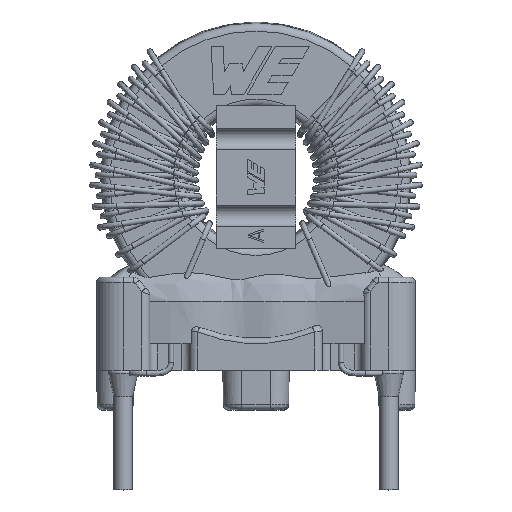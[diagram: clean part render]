
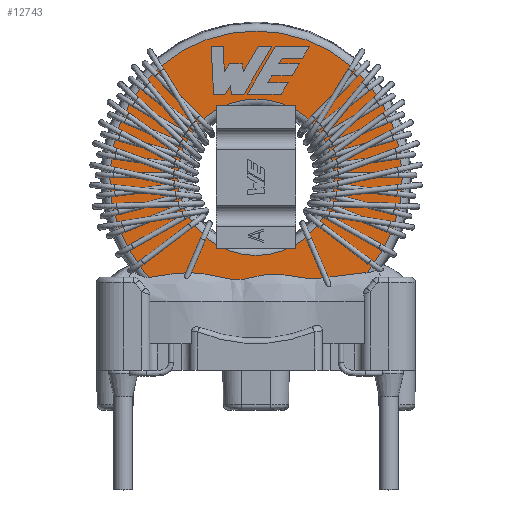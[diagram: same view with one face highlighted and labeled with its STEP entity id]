
A CAD part, top view. The second image highlights one B-rep face of the part: STEP entity #12743.
In plain terms, the highlighted face is planar.
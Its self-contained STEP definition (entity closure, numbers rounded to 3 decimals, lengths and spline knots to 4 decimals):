
#788=LINE('',#19993,#1266);
#791=LINE('',#19999,#1269);
#794=LINE('',#20005,#1272);
#797=LINE('',#20011,#1275);
#800=LINE('',#20017,#1278);
#803=LINE('',#20023,#1281);
#806=LINE('',#20029,#1284);
#809=LINE('',#20035,#1287);
#812=LINE('',#20041,#1290);
#815=LINE('',#20047,#1293);
#818=LINE('',#20053,#1296);
#820=LINE('',#20056,#1298);
#836=LINE('',#20090,#1314);
#838=LINE('',#20094,#1316);
#840=LINE('',#20098,#1318);
#842=LINE('',#20102,#1320);
#844=LINE('',#20106,#1322);
#846=LINE('',#20110,#1324);
#848=LINE('',#20114,#1326);
#850=LINE('',#20118,#1328);
#852=LINE('',#20122,#1330);
#854=LINE('',#20126,#1332);
#856=LINE('',#20130,#1334);
#858=LINE('',#20134,#1336);
#859=LINE('',#20136,#1337);
#1266=VECTOR('',#15470,1000.);
#1269=VECTOR('',#15475,1000.);
#1272=VECTOR('',#15480,1000.);
#1275=VECTOR('',#15485,1000.);
#1278=VECTOR('',#15490,1000.);
#1281=VECTOR('',#15495,1000.);
#1284=VECTOR('',#15500,1000.);
#1287=VECTOR('',#15505,1000.);
#1290=VECTOR('',#15510,1000.);
#1293=VECTOR('',#15515,1000.);
#1296=VECTOR('',#15520,1000.);
#1298=VECTOR('',#15524,1000.);
#1314=VECTOR('',#15546,1000.);
#1316=VECTOR('',#15550,1000.);
#1318=VECTOR('',#15554,1000.);
#1320=VECTOR('',#15558,1000.);
#1322=VECTOR('',#15562,1000.);
#1324=VECTOR('',#15566,1000.);
#1326=VECTOR('',#15570,1000.);
#1328=VECTOR('',#15574,1000.);
#1330=VECTOR('',#15578,1000.);
#1332=VECTOR('',#15582,1000.);
#1334=VECTOR('',#15586,1000.);
#1336=VECTOR('',#15590,1000.);
#1337=VECTOR('',#15593,1000.);
#1664=PLANE('',#13741);
#2699=ORIENTED_EDGE('',*,*,#4944,.F.);
#2700=ORIENTED_EDGE('',*,*,#4941,.F.);
#2701=ORIENTED_EDGE('',*,*,#4938,.F.);
#2702=ORIENTED_EDGE('',*,*,#4935,.F.);
#2703=ORIENTED_EDGE('',*,*,#4932,.F.);
#2704=ORIENTED_EDGE('',*,*,#4929,.F.);
#2705=ORIENTED_EDGE('',*,*,#4926,.F.);
#2706=ORIENTED_EDGE('',*,*,#4923,.F.);
#2707=ORIENTED_EDGE('',*,*,#4920,.F.);
#2708=ORIENTED_EDGE('',*,*,#4917,.F.);
#2709=ORIENTED_EDGE('',*,*,#4914,.F.);
#2710=ORIENTED_EDGE('',*,*,#4946,.F.);
#2711=ORIENTED_EDGE('',*,*,#4984,.F.);
#2712=ORIENTED_EDGE('',*,*,#4982,.F.);
#2713=ORIENTED_EDGE('',*,*,#4980,.F.);
#2714=ORIENTED_EDGE('',*,*,#4978,.F.);
#2715=ORIENTED_EDGE('',*,*,#4976,.F.);
#2716=ORIENTED_EDGE('',*,*,#4974,.F.);
#2717=ORIENTED_EDGE('',*,*,#4972,.F.);
#2718=ORIENTED_EDGE('',*,*,#4970,.F.);
#2719=ORIENTED_EDGE('',*,*,#4968,.F.);
#2720=ORIENTED_EDGE('',*,*,#4966,.F.);
#2721=ORIENTED_EDGE('',*,*,#4964,.F.);
#2722=ORIENTED_EDGE('',*,*,#4962,.F.);
#2723=ORIENTED_EDGE('',*,*,#4985,.F.);
#2724=ORIENTED_EDGE('',*,*,#4989,.T.);
#2725=ORIENTED_EDGE('',*,*,#4988,.T.);
#4914=EDGE_CURVE('',#6134,#6131,#788,.T.);
#4917=EDGE_CURVE('',#6131,#6135,#791,.T.);
#4920=EDGE_CURVE('',#6135,#6137,#794,.T.);
#4923=EDGE_CURVE('',#6137,#6139,#797,.T.);
#4926=EDGE_CURVE('',#6139,#6141,#800,.T.);
#4929=EDGE_CURVE('',#6141,#6143,#803,.T.);
#4932=EDGE_CURVE('',#6143,#6145,#806,.T.);
#4935=EDGE_CURVE('',#6145,#6147,#809,.T.);
#4938=EDGE_CURVE('',#6147,#6149,#812,.T.);
#4941=EDGE_CURVE('',#6149,#6151,#815,.T.);
#4944=EDGE_CURVE('',#6151,#6153,#818,.T.);
#4946=EDGE_CURVE('',#6153,#6134,#820,.T.);
#4962=EDGE_CURVE('',#6169,#6168,#836,.T.);
#4964=EDGE_CURVE('',#6168,#6170,#838,.T.);
#4966=EDGE_CURVE('',#6170,#6171,#840,.T.);
#4968=EDGE_CURVE('',#6171,#6172,#842,.T.);
#4970=EDGE_CURVE('',#6172,#6173,#844,.T.);
#4972=EDGE_CURVE('',#6173,#6174,#846,.T.);
#4974=EDGE_CURVE('',#6174,#6175,#848,.T.);
#4976=EDGE_CURVE('',#6175,#6176,#850,.T.);
#4978=EDGE_CURVE('',#6176,#6177,#852,.T.);
#4980=EDGE_CURVE('',#6177,#6178,#854,.T.);
#4982=EDGE_CURVE('',#6178,#6179,#856,.T.);
#4984=EDGE_CURVE('',#6179,#6180,#858,.T.);
#4985=EDGE_CURVE('',#6180,#6169,#859,.T.);
#4988=EDGE_CURVE('',#6183,#6183,#7070,.T.);
#4989=EDGE_CURVE('',#6184,#6184,#7071,.T.);
#6131=VERTEX_POINT('',#19987);
#6134=VERTEX_POINT('',#19992);
#6135=VERTEX_POINT('',#19996);
#6137=VERTEX_POINT('',#20002);
#6139=VERTEX_POINT('',#20008);
#6141=VERTEX_POINT('',#20014);
#6143=VERTEX_POINT('',#20020);
#6145=VERTEX_POINT('',#20026);
#6147=VERTEX_POINT('',#20032);
#6149=VERTEX_POINT('',#20038);
#6151=VERTEX_POINT('',#20044);
#6153=VERTEX_POINT('',#20050);
#6168=VERTEX_POINT('',#20087);
#6169=VERTEX_POINT('',#20089);
#6170=VERTEX_POINT('',#20093);
#6171=VERTEX_POINT('',#20097);
#6172=VERTEX_POINT('',#20101);
#6173=VERTEX_POINT('',#20105);
#6174=VERTEX_POINT('',#20109);
#6175=VERTEX_POINT('',#20113);
#6176=VERTEX_POINT('',#20117);
#6177=VERTEX_POINT('',#20121);
#6178=VERTEX_POINT('',#20125);
#6179=VERTEX_POINT('',#20129);
#6180=VERTEX_POINT('',#20133);
#6183=VERTEX_POINT('',#20144);
#6184=VERTEX_POINT('',#20147);
#7070=CIRCLE('',#13740,5.5046);
#7071=CIRCLE('',#13742,2.9454);
#7799=EDGE_LOOP('',(#2699,#2700,#2701,#2702,#2703,#2704,#2705,#2706,#2707,
#2708,#2709,#2710));
#7800=EDGE_LOOP('',(#2711,#2712,#2713,#2714,#2715,#2716,#2717,#2718,#2719,
#2720,#2721,#2722,#2723));
#7801=EDGE_LOOP('',(#2724));
#7802=EDGE_LOOP('',(#2725));
#9059=FACE_BOUND('',#7799,.T.);
#9060=FACE_BOUND('',#7800,.T.);
#9061=FACE_BOUND('',#7801,.T.);
#9062=FACE_BOUND('',#7802,.T.);
#12743=ADVANCED_FACE('',(#9059,#9060,#9061,#9062),#1664,.T.);
#13740=AXIS2_PLACEMENT_3D('',#20143,#15602,#15603);
#13741=AXIS2_PLACEMENT_3D('',#20145,#15604,#15605);
#13742=AXIS2_PLACEMENT_3D('',#20146,#15606,#15607);
#15470=DIRECTION('',(-1.,0.,0.));
#15475=DIRECTION('',(0.52,0.,-0.854));
#15480=DIRECTION('',(1.,0.,0.));
#15485=DIRECTION('',(0.507,0.,-0.862));
#15490=DIRECTION('',(-1.,0.,0.));
#15495=DIRECTION('',(-0.504,0.,0.864));
#15500=DIRECTION('',(1.,0.,0.));
#15505=DIRECTION('',(0.509,0.,-0.861));
#15510=DIRECTION('',(-1.,0.,0.));
#15515=DIRECTION('',(0.507,0.,-0.862));
#15520=DIRECTION('',(1.,0.,0.));
#15524=DIRECTION('',(0.505,0.,-0.863));
#15546=DIRECTION('',(-1.,0.,0.));
#15550=DIRECTION('',(-0.583,0.,0.812));
#15554=DIRECTION('',(-0.047,0.,-0.999));
#15558=DIRECTION('',(-1.,0.,0.));
#15562=DIRECTION('',(0.052,0.,0.999));
#15566=DIRECTION('',(1.,0.,0.));
#15570=DIRECTION('',(0.551,0.,-0.834));
#15574=DIRECTION('',(0.141,0.,0.99));
#15578=DIRECTION('',(1.,0.,0.));
#15582=DIRECTION('',(0.506,0.,-0.863));
#15586=DIRECTION('',(-1.,0.,0.));
#15590=DIRECTION('',(-0.512,0.,0.859));
#15593=DIRECTION('',(-0.171,0.,-0.985));
#15602=DIRECTION('',(0.,1.,0.));
#15603=DIRECTION('',(1.,0.,0.));
#15604=DIRECTION('',(0.,1.,0.));
#15605=DIRECTION('',(-1.,0.,0.));
#15606=DIRECTION('',(0.,-1.,0.));
#15607=DIRECTION('',(-1.,0.,0.));
#19987=CARTESIAN_POINT('',(0.863,2.9,-4.2696));
#19992=CARTESIAN_POINT('',(1.6217,2.9,-4.2696));
#19993=CARTESIAN_POINT('',(1.6217,2.9,-4.2696));
#19996=CARTESIAN_POINT('',(0.9903,2.9,-4.4789));
#19999=CARTESIAN_POINT('',(0.863,2.9,-4.2696));
#20002=CARTESIAN_POINT('',(1.7465,2.9,-4.4789));
#20005=CARTESIAN_POINT('',(0.9903,2.9,-4.4789));
#20008=CARTESIAN_POINT('',(2.0101,2.9,-4.9267));
#20011=CARTESIAN_POINT('',(1.7465,2.9,-4.4789));
#20014=CARTESIAN_POINT('',(0.7243,2.9,-4.9267));
#20017=CARTESIAN_POINT('',(2.0101,2.9,-4.9267));
#20020=CARTESIAN_POINT('',(-0.3248,2.9,-3.1267));
#20023=CARTESIAN_POINT('',(0.7243,2.9,-4.9267));
#20026=CARTESIAN_POINT('',(0.9495,2.9,-3.1267));
#20029=CARTESIAN_POINT('',(-0.3248,2.9,-3.1267));
#20032=CARTESIAN_POINT('',(1.2093,2.9,-3.5657));
#20035=CARTESIAN_POINT('',(0.9495,2.9,-3.1267));
#20038=CARTESIAN_POINT('',(0.447,2.9,-3.5657));
#20041=CARTESIAN_POINT('',(1.2093,2.9,-3.5657));
#20044=CARTESIAN_POINT('',(0.5981,2.9,-3.8224));
#20047=CARTESIAN_POINT('',(0.447,2.9,-3.5657));
#20050=CARTESIAN_POINT('',(1.36,2.9,-3.8224));
#20053=CARTESIAN_POINT('',(0.5981,2.9,-3.8224));
#20056=CARTESIAN_POINT('',(1.36,2.9,-3.8224));
#20087=CARTESIAN_POINT('',(-0.993,2.9,-4.2696));
#20089=CARTESIAN_POINT('',(-0.5237,2.9,-4.2696));
#20090=CARTESIAN_POINT('',(-0.5237,2.9,-4.2696));
#20093=CARTESIAN_POINT('',(-1.1918,2.9,-3.9928));
#20094=CARTESIAN_POINT('',(-0.993,2.9,-4.2696));
#20097=CARTESIAN_POINT('',(-1.2359,2.9,-4.9267));
#20098=CARTESIAN_POINT('',(-1.1918,2.9,-3.9928));
#20101=CARTESIAN_POINT('',(-1.6887,2.9,-4.9267));
#20102=CARTESIAN_POINT('',(-1.2359,2.9,-4.9267));
#20105=CARTESIAN_POINT('',(-1.5948,2.9,-3.1267));
#20106=CARTESIAN_POINT('',(-1.6887,2.9,-4.9267));
#20109=CARTESIAN_POINT('',(-1.1697,2.9,-3.1267));
#20110=CARTESIAN_POINT('',(-1.5948,2.9,-3.1267));
#20113=CARTESIAN_POINT('',(-0.9654,2.9,-3.4359));
#20114=CARTESIAN_POINT('',(-1.1697,2.9,-3.1267));
#20117=CARTESIAN_POINT('',(-0.9212,2.9,-3.1267));
#20118=CARTESIAN_POINT('',(-0.9654,2.9,-3.4359));
#20121=CARTESIAN_POINT('',(-0.4574,2.9,-3.1267));
#20122=CARTESIAN_POINT('',(-0.9212,2.9,-3.1267));
#20125=CARTESIAN_POINT('',(0.5972,2.9,-4.9267));
#20126=CARTESIAN_POINT('',(-0.4574,2.9,-3.1267));
#20129=CARTESIAN_POINT('',(0.0892,2.9,-4.9267));
#20130=CARTESIAN_POINT('',(0.5972,2.9,-4.9267));
#20133=CARTESIAN_POINT('',(-0.474,2.9,-3.9825));
#20134=CARTESIAN_POINT('',(0.0892,2.9,-4.9267));
#20136=CARTESIAN_POINT('',(-0.474,2.9,-3.9825));
#20143=CARTESIAN_POINT('',(0.,2.9,0.));
#20144=CARTESIAN_POINT('',(5.5046,2.9,0.));
#20145=CARTESIAN_POINT('',(0.,2.9,0.));
#20146=CARTESIAN_POINT('',(0.,2.9,0.));
#20147=CARTESIAN_POINT('',(-2.9454,2.9,0.));
